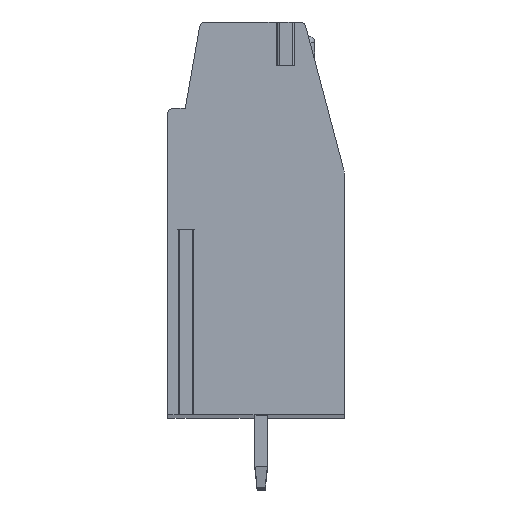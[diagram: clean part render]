
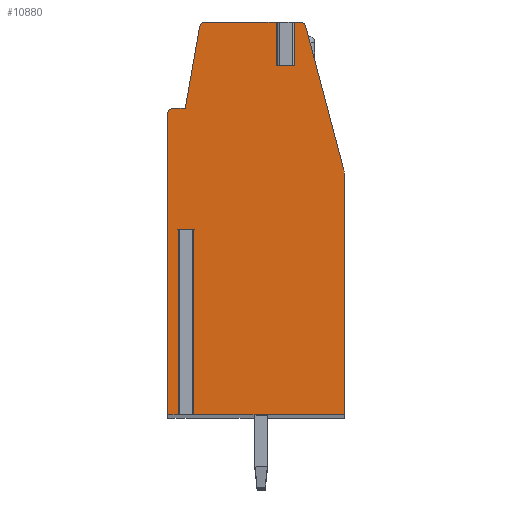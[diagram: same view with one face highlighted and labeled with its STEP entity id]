
A CAD part, top view. The second image highlights one B-rep face of the part: STEP entity #10880.
In plain terms, the highlighted planar face has unit normal (0, 0, 1).
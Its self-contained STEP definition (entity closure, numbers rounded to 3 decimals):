
#13=DIRECTION('',(-1.,0.,0.));
#14=VECTOR('',#13,0.743);
#15=CARTESIAN_POINT('',(-3.029,-0.55,83.82));
#16=LINE('',#15,#14);
#17=DIRECTION('',(0.,-1.,0.));
#18=VECTOR('',#17,9.);
#19=CARTESIAN_POINT('',(-3.771,-0.55,83.82));
#20=LINE('',#19,#18);
#21=DIRECTION('',(1.,0.,0.));
#22=VECTOR('',#21,0.529);
#23=CARTESIAN_POINT('',(-4.3,-9.55,83.82));
#24=LINE('',#23,#22);
#25=DIRECTION('',(0.,-1.,0.));
#26=VECTOR('',#25,14.6);
#27=CARTESIAN_POINT('',(-4.3,5.05,83.82));
#28=LINE('',#27,#26);
#29=CARTESIAN_POINT('',(-4.,5.05,83.82));
#30=DIRECTION('',(0.,0.,1.));
#31=DIRECTION('',(0.,1.,0.));
#32=AXIS2_PLACEMENT_3D('',#29,#30,#31);
#34=DIRECTION('',(-1.,0.,0.));
#35=VECTOR('',#34,0.558);
#36=CARTESIAN_POINT('',(-3.442,5.35,83.82));
#37=LINE('',#36,#35);
#38=DIRECTION('',(-0.174,-0.985,0.));
#39=VECTOR('',#38,4.013);
#40=CARTESIAN_POINT('',(-2.746,9.302,83.82));
#41=LINE('',#40,#39);
#42=CARTESIAN_POINT('',(-2.45,9.25,83.82));
#43=DIRECTION('',(0.,0.,1.));
#44=DIRECTION('',(0.,1.,0.));
#45=AXIS2_PLACEMENT_3D('',#42,#43,#44);
#47=DIRECTION('',(-1.,0.,0.));
#48=VECTOR('',#47,3.669);
#49=CARTESIAN_POINT('',(1.219,9.55,83.82));
#50=LINE('',#49,#48);
#51=DIRECTION('',(0.,-1.,0.));
#52=VECTOR('',#51,2.1);
#53=CARTESIAN_POINT('',(1.219,9.55,83.82));
#54=LINE('',#53,#52);
#55=DIRECTION('',(-1.,0.,0.));
#56=VECTOR('',#55,0.46);
#57=CARTESIAN_POINT('',(1.679,7.45,83.82));
#58=LINE('',#57,#56);
#59=DIRECTION('',(0.,-1.,0.));
#60=VECTOR('',#59,2.1);
#61=CARTESIAN_POINT('',(1.679,9.55,83.82));
#62=LINE('',#61,#60);
#63=DIRECTION('',(-1.,0.,0.));
#64=VECTOR('',#63,0.447);
#65=CARTESIAN_POINT('',(2.126,9.55,83.82));
#66=LINE('',#65,#64);
#67=CARTESIAN_POINT('',(2.126,9.25,83.82));
#68=DIRECTION('',(0.,0.,1.));
#69=DIRECTION('',(0.966,0.257,0.));
#70=AXIS2_PLACEMENT_3D('',#67,#68,#69);
#72=CARTESIAN_POINT('',(3.3,2.119,83.82));
#73=DIRECTION('',(0.,0.,1.));
#74=DIRECTION('',(1.,0.,0.));
#75=AXIS2_PLACEMENT_3D('',#72,#73,#74);
#77=DIRECTION('',(0.,1.,0.));
#78=VECTOR('',#77,11.669);
#79=CARTESIAN_POINT('',(4.3,-9.55,83.82));
#80=LINE('',#79,#78);
#81=DIRECTION('',(1.,0.,0.));
#82=VECTOR('',#81,7.329);
#83=CARTESIAN_POINT('',(-3.029,-9.55,83.82));
#84=LINE('',#83,#82);
#85=DIRECTION('',(0.,-1.,0.));
#86=VECTOR('',#85,9.);
#87=CARTESIAN_POINT('',(-3.029,-0.55,83.82));
#88=LINE('',#87,#86);
#523=DIRECTION('',(-0.257,0.966,0.));
#524=VECTOR('',#523,7.193);
#525=CARTESIAN_POINT('',(4.266,2.376,83.82));
#526=LINE('',#525,#524);
#8656=CARTESIAN_POINT('',(4.3,-9.55,83.82));
#8657=CARTESIAN_POINT('',(4.3,2.119,83.82));
#8658=VERTEX_POINT('',#8656);
#8659=VERTEX_POINT('',#8657);
#8660=CARTESIAN_POINT('',(4.266,2.376,83.82));
#8661=VERTEX_POINT('',#8660);
#8662=CARTESIAN_POINT('',(2.416,9.327,83.82));
#8663=CARTESIAN_POINT('',(2.126,9.55,83.82));
#8664=VERTEX_POINT('',#8662);
#8665=VERTEX_POINT('',#8663);
#8666=CARTESIAN_POINT('',(-2.45,9.55,83.82));
#8667=CARTESIAN_POINT('',(-2.746,9.302,83.82));
#8668=VERTEX_POINT('',#8666);
#8669=VERTEX_POINT('',#8667);
#8670=CARTESIAN_POINT('',(-3.442,5.35,83.82));
#8671=VERTEX_POINT('',#8670);
#8672=CARTESIAN_POINT('',(-4.,5.35,83.82));
#8673=VERTEX_POINT('',#8672);
#8674=CARTESIAN_POINT('',(-4.3,5.05,83.82));
#8675=VERTEX_POINT('',#8674);
#8676=CARTESIAN_POINT('',(-4.3,-9.55,83.82));
#8677=VERTEX_POINT('',#8676);
#8740=CARTESIAN_POINT('',(1.679,7.45,83.82));
#8741=CARTESIAN_POINT('',(1.219,7.45,83.82));
#8742=VERTEX_POINT('',#8740);
#8743=VERTEX_POINT('',#8741);
#8744=CARTESIAN_POINT('',(1.219,9.55,83.82));
#8745=VERTEX_POINT('',#8744);
#8746=CARTESIAN_POINT('',(1.679,9.55,83.82));
#8747=VERTEX_POINT('',#8746);
#8760=CARTESIAN_POINT('',(-3.029,-0.55,83.82));
#8761=CARTESIAN_POINT('',(-3.771,-0.55,83.82));
#8762=VERTEX_POINT('',#8760);
#8763=VERTEX_POINT('',#8761);
#8764=CARTESIAN_POINT('',(-3.029,-9.55,83.82));
#8765=VERTEX_POINT('',#8764);
#8766=CARTESIAN_POINT('',(-3.771,-9.55,83.82));
#8767=VERTEX_POINT('',#8766);
#10835=CARTESIAN_POINT('',(0.,0.,83.82));
#10836=DIRECTION('',(0.,0.,1.));
#10837=DIRECTION('',(1.,0.,0.));
#10838=AXIS2_PLACEMENT_3D('',#10835,#10836,#10837);
#10839=PLANE('',#10838);
#10841=ORIENTED_EDGE('',*,*,#10840,.T.);
#10843=ORIENTED_EDGE('',*,*,#10842,.T.);
#10845=ORIENTED_EDGE('',*,*,#10844,.F.);
#10847=ORIENTED_EDGE('',*,*,#10846,.F.);
#10849=ORIENTED_EDGE('',*,*,#10848,.F.);
#10851=ORIENTED_EDGE('',*,*,#10850,.F.);
#10853=ORIENTED_EDGE('',*,*,#10852,.F.);
#10855=ORIENTED_EDGE('',*,*,#10854,.F.);
#10857=ORIENTED_EDGE('',*,*,#10856,.F.);
#10859=ORIENTED_EDGE('',*,*,#10858,.T.);
#10861=ORIENTED_EDGE('',*,*,#10860,.F.);
#10863=ORIENTED_EDGE('',*,*,#10862,.F.);
#10865=ORIENTED_EDGE('',*,*,#10864,.F.);
#10867=ORIENTED_EDGE('',*,*,#10866,.F.);
#10869=ORIENTED_EDGE('',*,*,#10868,.F.);
#10871=ORIENTED_EDGE('',*,*,#10870,.F.);
#10873=ORIENTED_EDGE('',*,*,#10872,.F.);
#10875=ORIENTED_EDGE('',*,*,#10874,.F.);
#10877=ORIENTED_EDGE('',*,*,#10876,.F.);
#10878=EDGE_LOOP('',(#10841,#10843,#10845,#10847,#10849,#10851,#10853,#10855,
#10857,#10859,#10861,#10863,#10865,#10867,#10869,#10871,#10873,#10875,#10877));
#10879=FACE_OUTER_BOUND('',#10878,.F.);
#33=CIRCLE('',#32,0.3);
#46=CIRCLE('',#45,0.3);
#71=CIRCLE('',#70,0.3);
#76=CIRCLE('',#75,1.);
#10840=EDGE_CURVE('',#8762,#8763,#16,.T.);
#10842=EDGE_CURVE('',#8763,#8767,#20,.T.);
#10844=EDGE_CURVE('',#8677,#8767,#24,.T.);
#10846=EDGE_CURVE('',#8675,#8677,#28,.T.);
#10848=EDGE_CURVE('',#8673,#8675,#33,.T.);
#10850=EDGE_CURVE('',#8671,#8673,#37,.T.);
#10852=EDGE_CURVE('',#8669,#8671,#41,.T.);
#10854=EDGE_CURVE('',#8668,#8669,#46,.T.);
#10856=EDGE_CURVE('',#8745,#8668,#50,.T.);
#10858=EDGE_CURVE('',#8745,#8743,#54,.T.);
#10860=EDGE_CURVE('',#8742,#8743,#58,.T.);
#10862=EDGE_CURVE('',#8747,#8742,#62,.T.);
#10864=EDGE_CURVE('',#8665,#8747,#66,.T.);
#10866=EDGE_CURVE('',#8664,#8665,#71,.T.);
#10868=EDGE_CURVE('',#8661,#8664,#526,.T.);
#10870=EDGE_CURVE('',#8659,#8661,#76,.T.);
#10872=EDGE_CURVE('',#8658,#8659,#80,.T.);
#10874=EDGE_CURVE('',#8765,#8658,#84,.T.);
#10876=EDGE_CURVE('',#8762,#8765,#88,.T.);
#10880=ADVANCED_FACE('',(#10879),#10839,.T.);
